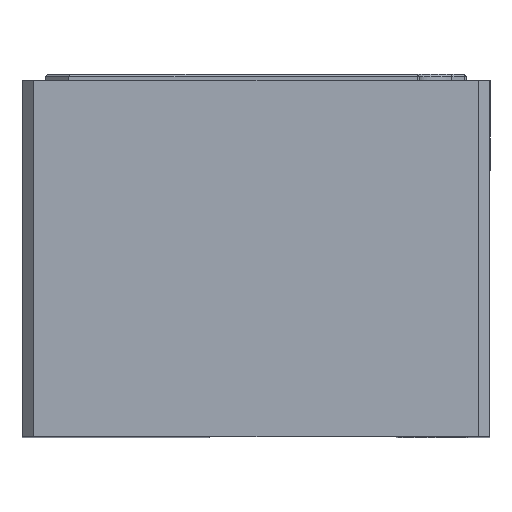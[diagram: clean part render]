
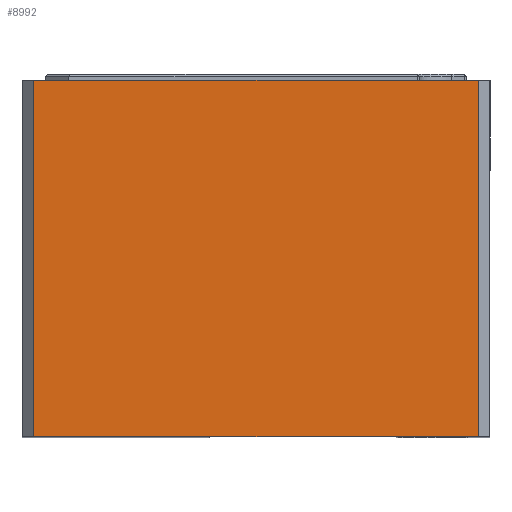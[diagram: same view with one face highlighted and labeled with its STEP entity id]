
A CAD part, top view. The second image highlights one B-rep face of the part: STEP entity #8992.
In plain terms, the highlighted planar face has unit normal (0, 0, 1).
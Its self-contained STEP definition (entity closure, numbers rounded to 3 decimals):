
#257 = VERTEX_POINT ( 'NONE', #3347 ) ;
#268 = VECTOR ( 'NONE', #4934, 1000. ) ;
#632 = LINE ( 'NONE', #686, #7538 ) ;
#686 = CARTESIAN_POINT ( 'NONE',  ( 20., -11., 38. ) ) ;
#790 = LINE ( 'NONE', #5061, #10075 ) ;
#1132 = LINE ( 'NONE', #4419, #5523 ) ;
#1803 = DIRECTION ( 'NONE',  ( 0., 0., -1. ) ) ;
#2780 = FACE_OUTER_BOUND ( 'NONE', #3465, .T. ) ;
#3347 = CARTESIAN_POINT ( 'NONE',  ( -19., -11., 38. ) ) ;
#3465 = EDGE_LOOP ( 'NONE', ( #6478, #9079, #8129, #6915 ) ) ;
#3599 = VERTEX_POINT ( 'NONE', #8829 ) ;
#3601 = DIRECTION ( 'NONE',  ( 0., 1., 0. ) ) ;
#4177 = CARTESIAN_POINT ( 'NONE',  ( 20., 19.5, 38. ) ) ;
#4419 = CARTESIAN_POINT ( 'NONE',  ( 19., 19.5, 38. ) ) ;
#4927 = EDGE_CURVE ( 'NONE', #257, #3599, #632, .T. ) ;
#4934 = DIRECTION ( 'NONE',  ( 1., 0., 0. ) ) ;
#5061 = CARTESIAN_POINT ( 'NONE',  ( -19., 19.5, 38. ) ) ;
#5480 = VERTEX_POINT ( 'NONE', #8158 ) ;
#5523 = VECTOR ( 'NONE', #3601, 1000. ) ;
#5703 = DIRECTION ( 'NONE',  ( 1., 0., 0. ) ) ;
#6478 = ORIENTED_EDGE ( 'NONE', *, *, #10635, .F. ) ;
#6676 = DIRECTION ( 'NONE',  ( 0., -1., 0. ) ) ;
#6719 = CARTESIAN_POINT ( 'NONE',  ( 20., 19.5, 38. ) ) ;
#6748 = EDGE_CURVE ( 'NONE', #3599, #10022, #1132, .T. ) ;
#6915 = ORIENTED_EDGE ( 'NONE', *, *, #6748, .T. ) ;
#7538 = VECTOR ( 'NONE', #5703, 1000. ) ;
#7991 = CARTESIAN_POINT ( 'NONE',  ( 19., 19.5, 38. ) ) ;
#8129 = ORIENTED_EDGE ( 'NONE', *, *, #4927, .T. ) ;
#8158 = CARTESIAN_POINT ( 'NONE',  ( -19., 19.5, 38. ) ) ;
#8278 = DIRECTION ( 'NONE',  ( -1., 0., 0. ) ) ;
#8383 = AXIS2_PLACEMENT_3D ( 'NONE', #6719, #1803, #8278 ) ;
#8440 = PLANE ( 'NONE',  #8383 ) ;
#8829 = CARTESIAN_POINT ( 'NONE',  ( 19., -11., 38. ) ) ;
#8992 = ADVANCED_FACE ( 'NONE', ( #2780 ), #8440, .F. ) ;
#9079 = ORIENTED_EDGE ( 'NONE', *, *, #10380, .T. ) ;
#10022 = VERTEX_POINT ( 'NONE', #7991 ) ;
#10075 = VECTOR ( 'NONE', #6676, 1000. ) ;
#10380 = EDGE_CURVE ( 'NONE', #5480, #257, #790, .T. ) ;
#10591 = LINE ( 'NONE', #4177, #268 ) ;
#10635 = EDGE_CURVE ( 'NONE', #5480, #10022, #10591, .T. ) ;
